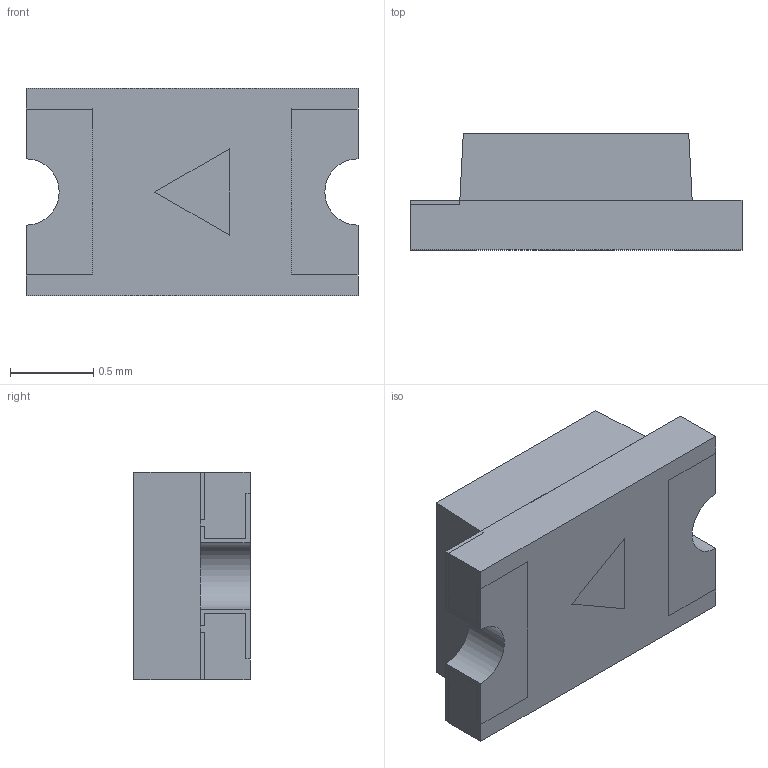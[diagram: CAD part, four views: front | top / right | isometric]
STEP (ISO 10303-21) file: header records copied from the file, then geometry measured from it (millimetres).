
FILE_DESCRIPTION (( 'STEP AP214' ), '1' );
FILE_NAME ('5988130107F.STEP', '2022-05-13T18:34:39', ( '' ), ( '' ), 'SwSTEP 2.0', 'SolidWorks 2017', '' );
FILE_SCHEMA (( 'AUTOMOTIVE_DESIGN' ));
Length unit declared in the file: millimetre
Products named in the file (1): 5988130107F
Bounding box: 2 x 0.7 x 1.25 mm (x, y, z)
Volume: 1.4 mm3; surface area: 16 mm2
Topology: 7 solids, 7 shells, 83 faces, 204 edges, 136 vertices
Faces by surface type: plane 71, cylinder 12
Entity records: 2510 total; most frequent: CARTESIAN_POINT 424, ORIENTED_EDGE 408, DIRECTION 396, EDGE_CURVE 204, VECTOR 180, LINE 180, VERTEX_POINT 136, AXIS2_PLACEMENT_3D 108
